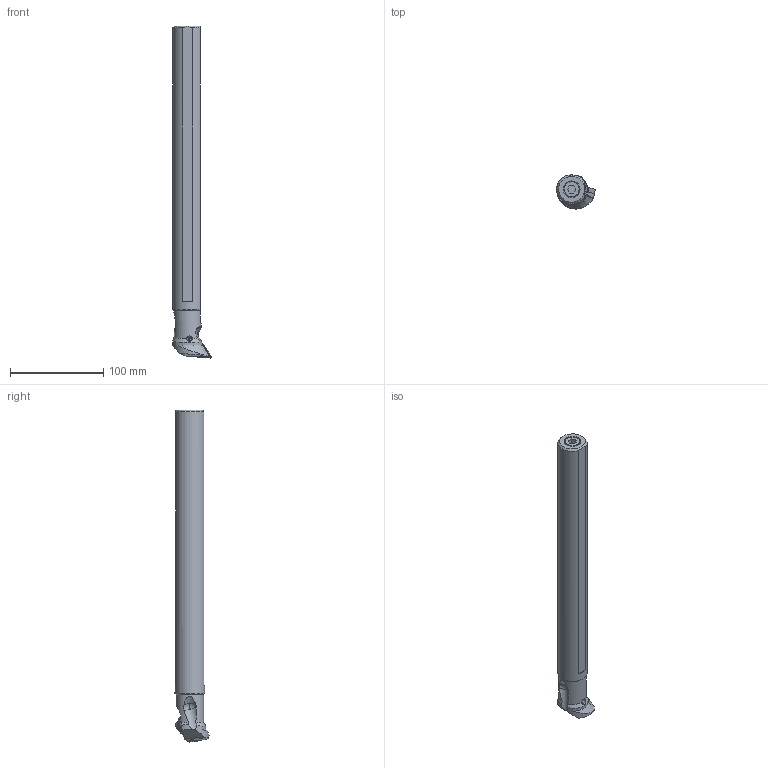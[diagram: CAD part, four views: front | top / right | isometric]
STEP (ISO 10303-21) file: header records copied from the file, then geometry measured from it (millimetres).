
FILE_DESCRIPTION(/* description */ (''),/* implementation_level */ '2;1');
FILE_NAME(/* name */ 'S-DDUNL-204-C_IR0_031.stp',/* time_stamp */ '2023-02-27T19:05:28+09:00',/* author */ (''),/* organization */ (''),/* preprocessor_version */ 'ST-DEVELOPER v16',/* originating_system */ 'SIEMENS PLM Software NX 10.0',/* authorisation */ '');
FILE_SCHEMA (('AUTOMOTIVE_DESIGN { 1 0 10303 214 3 1 1 1 }'));
Length unit declared in the file: millimetre
Products named in the file (1): S-DDUNL-204-C_IR0_031_ASM
Bounding box: 41.4 x 36.43 x 355.6 mm (x, y, z)
Volume: 225662.8 mm3; surface area: 50325.9 mm2
Topology: 2 solids, 2 shells, 305 faces, 908 edges, 608 vertices
Faces by surface type: cylinder 105, plane 92, bspline 55, cone 33, torus 13, sphere 6, extrusion 1
Entity records: 13721 total; most frequent: CARTESIAN_POINT 5851, ORIENTED_EDGE 1772, DIRECTION 1504, EDGE_CURVE 886, AXIS2_PLACEMENT_3D 609, VERTEX_POINT 587, EDGE_LOOP 319, CIRCLE 310
